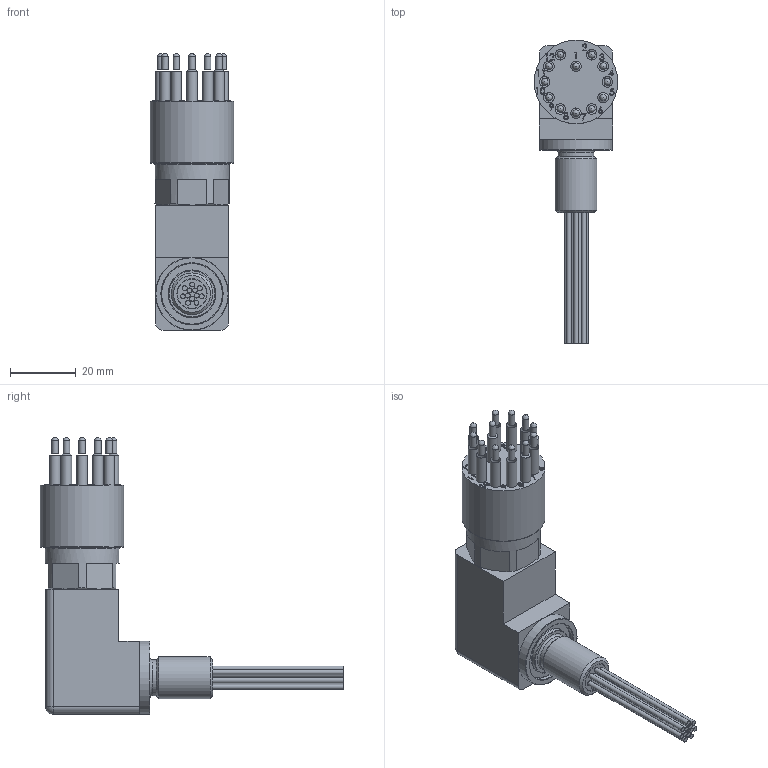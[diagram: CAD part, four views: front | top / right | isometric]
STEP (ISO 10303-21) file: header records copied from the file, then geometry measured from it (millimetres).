
FILE_DESCRIPTION(/* description */ (''),/* implementation_level */ '2;1');
FILE_NAME(/* name */ 'MCBHRA12M.stp',/* time_stamp */ '2024-01-16T14:10:32+01:00',/* author */ ('sh'),/* organization */ (''),/* preprocessor_version */ 'ST-DEVELOPER v19.2',/* originating_system */ 'Autodesk Inventor 2023',/* authorisation */ '');
FILE_SCHEMA (('AUTOMOTIVE_DESIGN { 1 0 10303 214 3 1 1 }'));
Length unit declared in the file: millimetre
Products named in the file (1): Part6
Bounding box: 25.35 x 92.24 x 84.23 mm (x, y, z)
Volume: 41415.5 mm3; surface area: 12319.1 mm2
Topology: 1 solids, 2 shells, 320 faces, 774 edges, 509 vertices
Faces by surface type: plane 155, bspline 90, cylinder 50, cone 15, torus 8, sphere 2
Full cylindrical faces by diameter (mm): 1.473 x12, 1.986 x12, 3.175 x12, 7.671 x1, 8.89 x1, 10.922 x1, 12.7 x1, 14.275 x1, 18.694 x1, 22.225 x1, 22.555 x1, 25.349 x1
Entity records: 14520 total; most frequent: CARTESIAN_POINT 6980, ORIENTED_EDGE 1544, DIRECTION 1271, EDGE_CURVE 772, VERTEX_POINT 509, AXIS2_PLACEMENT_3D 430, LINE 411, VECTOR 411
